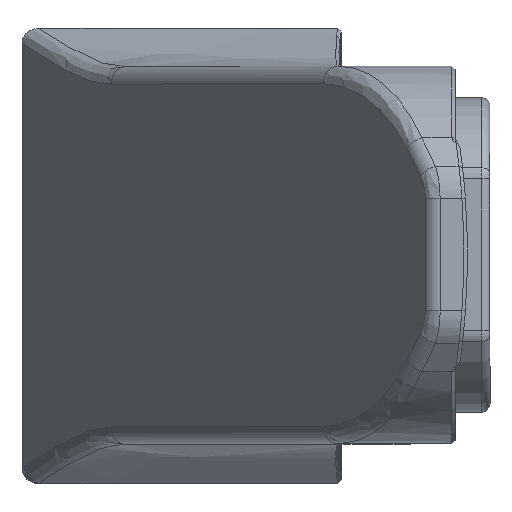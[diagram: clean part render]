
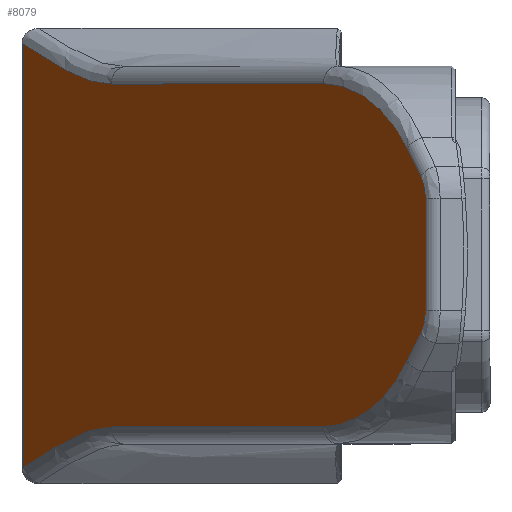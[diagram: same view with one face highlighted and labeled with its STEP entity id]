
A CAD part, top view. The second image highlights one B-rep face of the part: STEP entity #8079.
In plain terms, the highlighted planar face has unit normal (-0.849, 0, 0.528).
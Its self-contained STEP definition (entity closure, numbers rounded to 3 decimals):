
#585=CARTESIAN_POINT('',(-26.766,12.128,0.078));
#701=DIRECTION('',(-0.528,0.,-0.849));
#702=VECTOR('',#701,22.972);
#703=CARTESIAN_POINT('',(-9.531,9.8,27.792));
#704=LINE('',#703,#702);
#1865=CARTESIAN_POINT('',(-26.766,-12.128,
0.078));
#2789=DIRECTION('',(0.,1.,0.));
#2790=VECTOR('',#2789,24.255);
#2791=CARTESIAN_POINT('',(-26.766,-12.128,
0.078));
#2792=LINE('',#2791,#2790);
#2796=CARTESIAN_POINT('',(-26.766,12.128,
0.078));
#2797=CARTESIAN_POINT('',(-26.656,12.065,
0.254));
#2798=CARTESIAN_POINT('',(-26.389,11.907,
0.684));
#2799=CARTESIAN_POINT('',(-25.943,11.628,1.401));
#2800=CARTESIAN_POINT('',(-25.413,11.289,2.253));
#2801=CARTESIAN_POINT('',(-24.842,10.93,3.171));
#2802=CARTESIAN_POINT('',(-24.247,10.582,4.128));
#2803=CARTESIAN_POINT('',(-23.654,10.281,5.082));
#2804=CARTESIAN_POINT('',(-23.089,10.052,5.991));
#2805=CARTESIAN_POINT('',(-22.575,9.902,6.816));
#2806=CARTESIAN_POINT('',(-22.117,9.82,7.553));
#2807=CARTESIAN_POINT('',(-21.819,9.801,8.032));
#2808=CARTESIAN_POINT('',(-21.672,9.8,8.268));
#2809=CARTESIAN_POINT('',(-21.662,9.8,8.285));
#2814=CARTESIAN_POINT('',(-9.531,9.8,27.792));
#2815=CARTESIAN_POINT('',(-9.207,9.8,28.313));
#2816=CARTESIAN_POINT('',(-8.578,9.719,29.324));
#2817=CARTESIAN_POINT('',(-7.671,9.369,30.782));
#2818=CARTESIAN_POINT('',(-6.82,8.814,32.152));
#2819=CARTESIAN_POINT('',(-6.028,8.057,33.424));
#2820=CARTESIAN_POINT('',(-5.331,7.133,34.546));
#2821=CARTESIAN_POINT('',(-4.928,6.419,35.193));
#2822=CARTESIAN_POINT('',(-4.752,6.057,35.476));
#2827=DIRECTION('',(0.358,-0.735,0.576));
#2828=VECTOR('',#2827,2.188);
#2829=CARTESIAN_POINT('',(-4.752,6.057,35.476));
#2830=LINE('',#2829,#2828);
#2834=CARTESIAN_POINT('',(-3.969,4.448,36.735));
#2835=CARTESIAN_POINT('',(-3.929,4.367,36.799));
#2836=CARTESIAN_POINT('',(-3.857,4.192,36.915));
#2837=CARTESIAN_POINT('',(-3.773,3.897,37.05));
#2838=CARTESIAN_POINT('',(-3.718,3.568,37.14));
#2839=CARTESIAN_POINT('',(-3.705,3.335,37.161));
#2840=CARTESIAN_POINT('',(-3.705,3.215,37.161));
#2845=CARTESIAN_POINT('',(-3.705,-3.215,
37.161));
#2846=CARTESIAN_POINT('',(-3.705,-3.32,
37.161));
#2847=CARTESIAN_POINT('',(-3.715,-3.532,
37.144));
#2848=CARTESIAN_POINT('',(-3.762,-3.846,
37.068));
#2849=CARTESIAN_POINT('',(-3.845,-4.159,
36.935));
#2850=CARTESIAN_POINT('',(-3.923,-4.353,
36.809));
#2851=CARTESIAN_POINT('',(-3.969,-4.448,
36.735));
#2856=DIRECTION('',(-0.358,-0.735,-0.576));
#2857=VECTOR('',#2856,2.188);
#2858=CARTESIAN_POINT('',(-3.969,-4.448,
36.735));
#2859=LINE('',#2858,#2857);
#2863=CARTESIAN_POINT('',(-4.752,-6.057,
35.476));
#2864=CARTESIAN_POINT('',(-4.933,-6.428,
35.185));
#2865=CARTESIAN_POINT('',(-5.327,-7.126,
34.551));
#2866=CARTESIAN_POINT('',(-6.002,-8.022,
33.467));
#2867=CARTESIAN_POINT('',(-6.766,-8.769,
32.238));
#2868=CARTESIAN_POINT('',(-7.621,-9.346,
30.863));
#2869=CARTESIAN_POINT('',(-8.554,-9.715,
29.363));
#2870=CARTESIAN_POINT('',(-9.202,-9.8,
28.321));
#2871=CARTESIAN_POINT('',(-9.531,-9.8,
27.792));
#2876=DIRECTION('',(-0.528,0.,-0.849));
#2877=VECTOR('',#2876,22.972);
#2878=CARTESIAN_POINT('',(-9.531,-9.8,
27.792));
#2879=LINE('',#2878,#2877);
#2883=CARTESIAN_POINT('',(-21.662,-9.8,
8.285));
#2884=CARTESIAN_POINT('',(-21.809,-9.8,
8.048));
#2885=CARTESIAN_POINT('',(-22.159,-9.822,
7.486));
#2886=CARTESIAN_POINT('',(-22.716,-9.932,
6.59));
#2887=CARTESIAN_POINT('',(-23.33,-10.14,
5.602));
#2888=CARTESIAN_POINT('',(-23.938,-10.419,
4.625));
#2889=CARTESIAN_POINT('',(-24.514,-10.735,
3.698));
#2890=CARTESIAN_POINT('',(-25.039,-11.052,
2.855));
#2891=CARTESIAN_POINT('',(-25.503,-11.347,
2.108));
#2892=CARTESIAN_POINT('',(-25.911,-11.607,
1.453));
#2893=CARTESIAN_POINT('',(-26.273,-11.835,
0.87));
#2894=CARTESIAN_POINT('',(-26.553,-12.005,
0.42));
#2895=CARTESIAN_POINT('',(-26.713,-12.098,
0.162));
#2896=CARTESIAN_POINT('',(-26.766,-12.128,
0.078));
#3194=DIRECTION('',(0.,1.,0.));
#3195=VECTOR('',#3194,6.43);
#3196=CARTESIAN_POINT('',(-3.705,-3.215,
37.161));
#3197=LINE('',#3196,#3195);
#4450=CARTESIAN_POINT('',(-21.662,-9.8,
8.285));
#4451=VERTEX_POINT('',#4450);
#4452=CARTESIAN_POINT('',(-9.531,9.8,27.792));
#4453=CARTESIAN_POINT('',(-21.662,9.8,8.285));
#4454=VERTEX_POINT('',#4452);
#4455=VERTEX_POINT('',#4453);
#4456=VERTEX_POINT('',#2822);
#4457=CARTESIAN_POINT('',(-3.969,4.448,36.735));
#4458=VERTEX_POINT('',#4457);
#4459=VERTEX_POINT('',#2840);
#4460=CARTESIAN_POINT('',(-3.705,-3.215,
37.161));
#4461=VERTEX_POINT('',#4460);
#4462=VERTEX_POINT('',#2851);
#4463=CARTESIAN_POINT('',(-4.752,-6.057,
35.476));
#4464=VERTEX_POINT('',#4463);
#4465=VERTEX_POINT('',#2871);
#4937=VERTEX_POINT('',#1865);
#4938=VERTEX_POINT('',#585);
#8054=CARTESIAN_POINT('',(-26.814,0.,0.));
#8055=DIRECTION('',(-0.849,0.,0.528));
#8056=DIRECTION('',(0.528,0.,0.849));
#8057=AXIS2_PLACEMENT_3D('',#8054,#8055,#8056);
#8058=PLANE('',#8057);
#8059=ORIENTED_EDGE('',*,*,#7415,.T.);
#8060=ORIENTED_EDGE('',*,*,#5463,.T.);
#8061=ORIENTED_EDGE('',*,*,#5522,.F.);
#8062=ORIENTED_EDGE('',*,*,#5577,.T.);
#8064=ORIENTED_EDGE('',*,*,#8063,.T.);
#8066=ORIENTED_EDGE('',*,*,#8065,.T.);
#8068=ORIENTED_EDGE('',*,*,#8067,.F.);
#8070=ORIENTED_EDGE('',*,*,#8069,.T.);
#8072=ORIENTED_EDGE('',*,*,#8071,.T.);
#8074=ORIENTED_EDGE('',*,*,#8073,.T.);
#8075=ORIENTED_EDGE('',*,*,#7107,.T.);
#8076=ORIENTED_EDGE('',*,*,#7175,.T.);
#8077=EDGE_LOOP('',(#8059,#8060,#8061,#8062,#8064,#8066,#8068,#8070,#8072,#8074,
#8075,#8076));
#8078=FACE_OUTER_BOUND('',#8077,.F.);
#2810=B_SPLINE_CURVE_WITH_KNOTS('',3,(#2796,#2797,#2798,#2799,#2800,#2801,#2802,
#2803,#2804,#2805,#2806,#2807,#2808,#2809),.UNSPECIFIED.,.F.,.F.,(4,1,1,1,1,1,1,
1,1,1,1,4),(0.,0.066,0.162,0.271,
0.387,0.507,0.625,0.736,
0.833,0.918,0.994,1.),.UNSPECIFIED.);
#2823=B_SPLINE_CURVE_WITH_KNOTS('',3,(#2814,#2815,#2816,#2817,#2818,#2819,#2820,
#2821,#2822),.UNSPECIFIED.,.F.,.F.,(4,1,1,1,1,1,4),(0.,0.182,
0.354,0.52,0.689,0.853,1.),
.UNSPECIFIED.);
#2841=B_SPLINE_CURVE_WITH_KNOTS('',3,(#2834,#2835,#2836,#2837,#2838,#2839,
#2840),.UNSPECIFIED.,.F.,.F.,(4,1,1,1,4),(0.,0.24,
0.483,0.734,1.),.UNSPECIFIED.);
#2852=B_SPLINE_CURVE_WITH_KNOTS('',3,(#2845,#2846,#2847,#2848,#2849,#2850,
#2851),.UNSPECIFIED.,.F.,.F.,(4,1,1,1,4),(0.,0.233,
0.469,0.72,1.),.UNSPECIFIED.);
#2872=B_SPLINE_CURVE_WITH_KNOTS('',3,(#2863,#2864,#2865,#2866,#2867,#2868,#2869,
#2870,#2871),.UNSPECIFIED.,.F.,.F.,(4,1,1,1,1,1,4),(0.,0.151,
0.304,0.464,0.635,0.815,1.),
.UNSPECIFIED.);
#2897=B_SPLINE_CURVE_WITH_KNOTS('',3,(#2883,#2884,#2885,#2886,#2887,#2888,#2889,
#2890,#2891,#2892,#2893,#2894,#2895,#2896),.UNSPECIFIED.,.F.,.F.,(4,1,1,1,1,1,1,
1,1,1,1,4),(0.,0.082,0.196,0.314,
0.434,0.55,0.655,0.748,
0.83,0.903,0.968,1.),.UNSPECIFIED.);
#5463=EDGE_CURVE('',#4938,#4455,#2810,.T.);
#5522=EDGE_CURVE('',#4454,#4455,#704,.T.);
#5577=EDGE_CURVE('',#4454,#4456,#2823,.T.);
#7107=EDGE_CURVE('',#4465,#4451,#2879,.T.);
#7175=EDGE_CURVE('',#4451,#4937,#2897,.T.);
#7415=EDGE_CURVE('',#4937,#4938,#2792,.T.);
#8063=EDGE_CURVE('',#4456,#4458,#2830,.T.);
#8065=EDGE_CURVE('',#4458,#4459,#2841,.T.);
#8067=EDGE_CURVE('',#4461,#4459,#3197,.T.);
#8069=EDGE_CURVE('',#4461,#4462,#2852,.T.);
#8071=EDGE_CURVE('',#4462,#4464,#2859,.T.);
#8073=EDGE_CURVE('',#4464,#4465,#2872,.T.);
#8079=ADVANCED_FACE('',(#8078),#8058,.T.);
